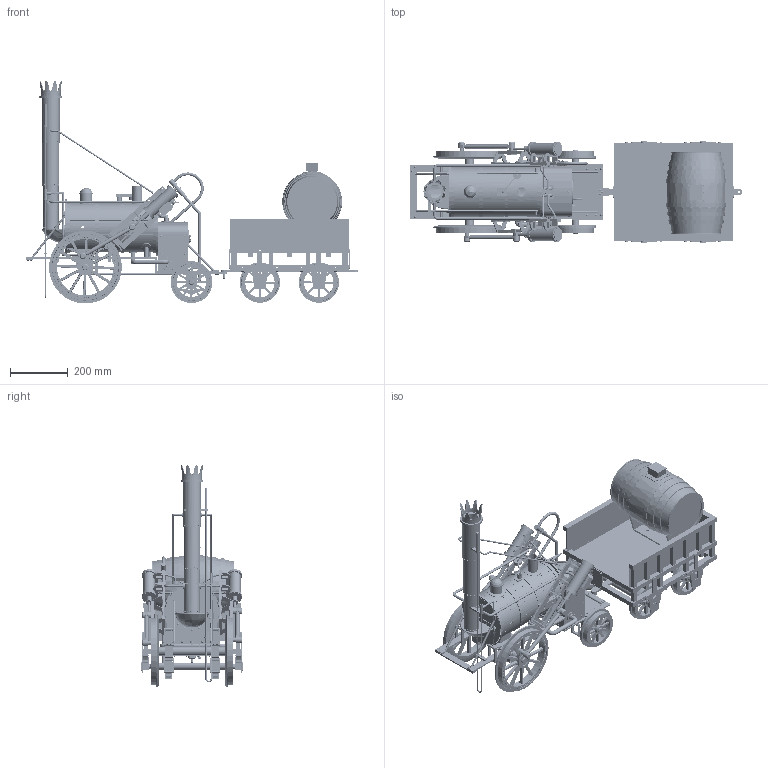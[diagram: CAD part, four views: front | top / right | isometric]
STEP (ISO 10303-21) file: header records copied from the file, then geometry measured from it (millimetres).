
FILE_DESCRIPTION(('FreeCAD Model'),'2;1');
FILE_NAME('Open CASCADE Shape Model','2025-05-04T06:48:19',('FreeCAD'),( 'FreeCAD'),'Open CASCADE STEP processor 7.6','FreeCAD','Unknown');
FILE_SCHEMA(('AUTOMOTIVE_DESIGN { 1 0 10303 214 1 1 1 1 }'));
Products named in the file (1): Open CASCADE STEP translator 7.6 1
Bounding box: 1149.14 x 353 x 771.8 mm (x, y, z)
Volume: 10576474.9 mm3; surface area: 5089809.9 mm2
Topology: 671 solids, 675 shells, 7266 faces, 15548 edges, 10366 vertices
Faces by surface type: plane 4015, cylinder 2651, bspline 280, sphere 212, torus 62, cone 46
Full cylindrical faces by diameter (mm): 2 x6, 2.927 x4, 3 x878, 4 x160, 4.5 x64, 5 x365, 5.5 x8, 6 x123, 7 x35, 7.5 x5, 8 x21, 8.5 x6, 9 x26, 9.5 x1, 10 x93, 10.5 x1, 11 x3, 11.5 x2, 12 x4, 13 x3, 13.5 x2, 14 x6, 14.5 x12, 15 x9, 16 x9, 17.5 x1, 18 x14, 18.5 x1, 20 x8, 21 x2
Entity records: 220300 total; most frequent: CARTESIAN_POINT 53940, DIRECTION 35508, ORIENTED_EDGE 31060, EDGE_CURVE 15530, AXIS2_PLACEMENT_3D 13786, FACE_BOUND 10484, EDGE_LOOP 10484, VERTEX_POINT 10366
